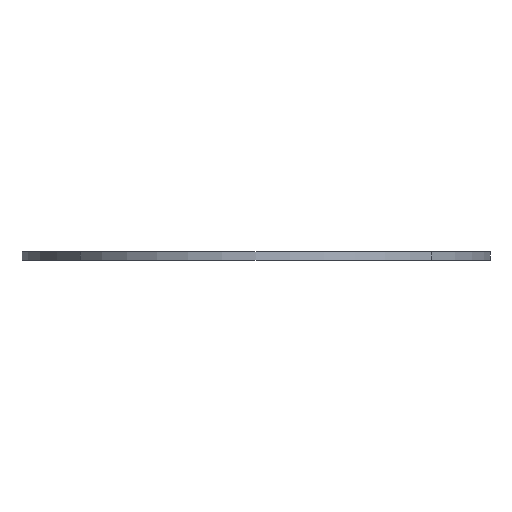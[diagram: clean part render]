
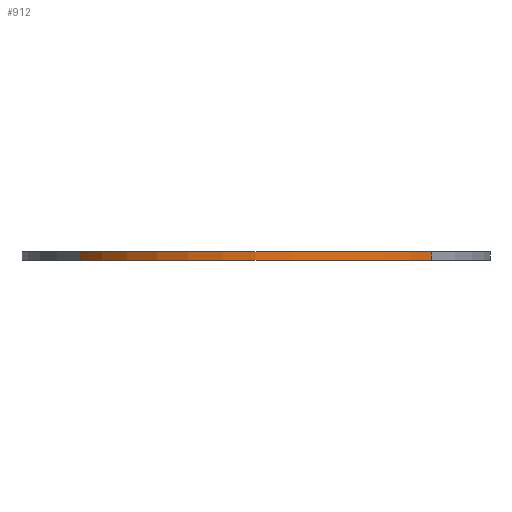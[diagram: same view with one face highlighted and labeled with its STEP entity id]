
A CAD part, front view. The second image highlights one B-rep face of the part: STEP entity #912.
In plain terms, the highlighted cylindrical face has radius 20 mm (diameter 40 mm), a partial arc.
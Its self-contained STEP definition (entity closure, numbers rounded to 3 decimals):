
#18 = AXIS2_PLACEMENT_3D ( 'NONE', #154, #513, #649 ) ;
#100 = VERTEX_POINT ( 'NONE', #225 ) ;
#116 = CYLINDRICAL_SURFACE ( 'NONE', #676, 20. ) ;
#128 = CARTESIAN_POINT ( 'NONE',  ( 0., 10., 0.4 ) ) ;
#141 = FACE_OUTER_BOUND ( 'NONE', #267, .T. ) ;
#154 = CARTESIAN_POINT ( 'NONE',  ( 0., 10., -0.4 ) ) ;
#200 = DIRECTION ( 'NONE',  ( 0., 0., -1. ) ) ;
#202 = CARTESIAN_POINT ( 'NONE',  ( -16.532, -1.256, 0.4 ) ) ;
#225 = CARTESIAN_POINT ( 'NONE',  ( -16.532, -1.256, -0.4 ) ) ;
#245 = CARTESIAN_POINT ( 'NONE',  ( 16.532, -1.256, -0.4 ) ) ;
#267 = EDGE_LOOP ( 'NONE', ( #709, #363, #925, #623 ) ) ;
#274 = CARTESIAN_POINT ( 'NONE',  ( 0., 10., 0.4 ) ) ;
#296 = VECTOR ( 'NONE', #200, 1000. ) ;
#346 = DIRECTION ( 'NONE',  ( 0., 0., -1. ) ) ;
#348 = LINE ( 'NONE', #775, #296 ) ;
#355 = EDGE_CURVE ( 'NONE', #899, #100, #348, .T. ) ;
#356 = CIRCLE ( 'NONE', #648, 20. ) ;
#363 = ORIENTED_EDGE ( 'NONE', *, *, #355, .T. ) ;
#395 = EDGE_CURVE ( 'NONE', #693, #784, #619, .T. ) ;
#485 = DIRECTION ( 'NONE',  ( 0., 0., -1. ) ) ;
#488 = CIRCLE ( 'NONE', #18, 20. ) ;
#513 = DIRECTION ( 'NONE',  ( 0., 0., 1. ) ) ;
#550 = CARTESIAN_POINT ( 'NONE',  ( 16.532, -1.256, 0.4 ) ) ;
#619 = LINE ( 'NONE', #550, #844 ) ;
#623 = ORIENTED_EDGE ( 'NONE', *, *, #395, .F. ) ;
#624 = DIRECTION ( 'NONE',  ( 0., 0., -1. ) ) ;
#627 = EDGE_CURVE ( 'NONE', #100, #784, #488, .T. ) ;
#648 = AXIS2_PLACEMENT_3D ( 'NONE', #274, #346, #711 ) ;
#649 = DIRECTION ( 'NONE',  ( -1., 0., 0. ) ) ;
#676 = AXIS2_PLACEMENT_3D ( 'NONE', #128, #624, #924 ) ;
#693 = VERTEX_POINT ( 'NONE', #887 ) ;
#709 = ORIENTED_EDGE ( 'NONE', *, *, #874, .T. ) ;
#711 = DIRECTION ( 'NONE',  ( -1., 0., 0. ) ) ;
#775 = CARTESIAN_POINT ( 'NONE',  ( -16.532, -1.256, 0.4 ) ) ;
#784 = VERTEX_POINT ( 'NONE', #245 ) ;
#844 = VECTOR ( 'NONE', #485, 1000. ) ;
#874 = EDGE_CURVE ( 'NONE', #693, #899, #356, .T. ) ;
#887 = CARTESIAN_POINT ( 'NONE',  ( 16.532, -1.256, 0.4 ) ) ;
#899 = VERTEX_POINT ( 'NONE', #202 ) ;
#912 = ADVANCED_FACE ( 'NONE', ( #141 ), #116, .T. ) ;
#924 = DIRECTION ( 'NONE',  ( -1., 0., 0. ) ) ;
#925 = ORIENTED_EDGE ( 'NONE', *, *, #627, .T. ) ;
